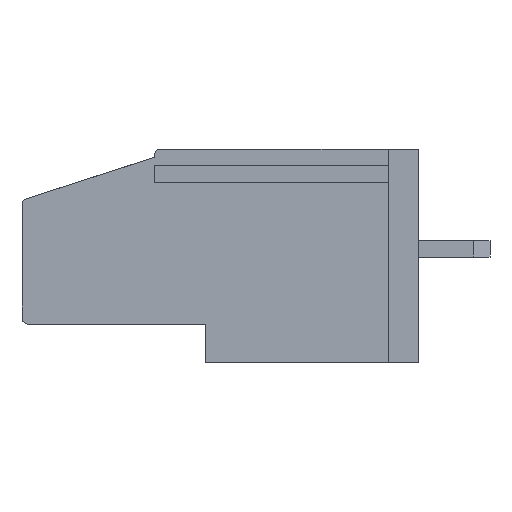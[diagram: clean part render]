
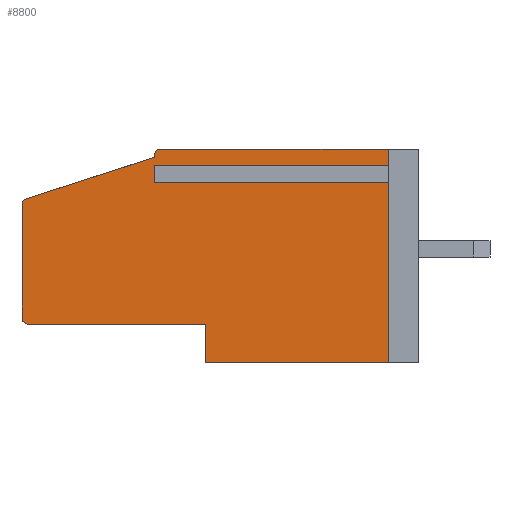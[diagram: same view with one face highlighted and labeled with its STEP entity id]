
A CAD part, left-side view. The second image highlights one B-rep face of the part: STEP entity #8800.
In plain terms, the highlighted planar face has unit normal (-1, 0, 0).
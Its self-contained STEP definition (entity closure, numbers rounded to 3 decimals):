
#36 = DIRECTION ( 'NONE',  ( 0., -1., 0. ) ) ;
#1335 = CARTESIAN_POINT ( 'NONE',  ( 0., 19.2, 1.9 ) ) ;
#1409 = ORIENTED_EDGE ( 'NONE', *, *, #19482, .T. ) ;
#1553 = VERTEX_POINT ( 'NONE', #28255 ) ;
#1630 = CARTESIAN_POINT ( 'NONE',  ( 0., 13., 10.1 ) ) ;
#1653 = EDGE_CURVE ( 'NONE', #18162, #19751, #22542, .T. ) ;
#1961 = CARTESIAN_POINT ( 'NONE',  ( 0., 19.292, 8.067 ) ) ;
#2490 = CIRCLE ( 'NONE', #14035, 0.3 ) ;
#2786 = VERTEX_POINT ( 'NONE', #26279 ) ;
#3443 = DIRECTION ( 'NONE',  ( 0., -1., 0. ) ) ;
#3664 = ORIENTED_EDGE ( 'NONE', *, *, #28074, .F. ) ;
#4304 = CARTESIAN_POINT ( 'NONE',  ( 0., 12.7, 10.2 ) ) ;
#4792 = DIRECTION ( 'NONE',  ( 0., 0., 1. ) ) ;
#5230 = DIRECTION ( 'NONE',  ( 0., 0., -1. ) ) ;
#5265 = VERTEX_POINT ( 'NONE', #1961 ) ;
#5470 = ORIENTED_EDGE ( 'NONE', *, *, #19425, .T. ) ;
#5644 = EDGE_CURVE ( 'NONE', #24450, #17354, #13854, .T. ) ;
#6158 = CARTESIAN_POINT ( 'NONE',  ( 0., 10.5, 1.9 ) ) ;
#6165 = VECTOR ( 'NONE', #19313, 1000. ) ;
#6846 = DIRECTION ( 'NONE',  ( 0., 0., -1. ) ) ;
#8244 = AXIS2_PLACEMENT_3D ( 'NONE', #4304, #18293, #6846 ) ;
#8275 = VECTOR ( 'NONE', #4792, 1000. ) ;
#8715 = DIRECTION ( 'NONE',  ( 0., 0., -1. ) ) ;
#8800 = ADVANCED_FACE ( 'NONE', ( #19348 ), #16602, .F. ) ;
#8859 = ORIENTED_EDGE ( 'NONE', *, *, #29436, .F. ) ;
#9290 = DIRECTION ( 'NONE',  ( 0., 0., 1. ) ) ;
#9705 = VECTOR ( 'NONE', #9290, 1000. ) ;
#9967 = CARTESIAN_POINT ( 'NONE',  ( 0., 12.7, 10.5 ) ) ;
#10107 = DIRECTION ( 'NONE',  ( 0., 1., 0. ) ) ;
#10262 = DIRECTION ( 'NONE',  ( -1., 0., 0. ) ) ;
#10368 = DIRECTION ( 'NONE',  ( 0., -0.952, 0.307 ) ) ;
#10413 = LINE ( 'NONE', #25737, #20432 ) ;
#10508 = VECTOR ( 'NONE', #10368, 1000. ) ;
#11108 = CARTESIAN_POINT ( 'NONE',  ( 0., 1.5, 10.5 ) ) ;
#11278 = VECTOR ( 'NONE', #3443, 1000. ) ;
#11415 = ORIENTED_EDGE ( 'NONE', *, *, #1653, .T. ) ;
#11454 = CARTESIAN_POINT ( 'NONE',  ( 0., 13., 9.098 ) ) ;
#11831 = CARTESIAN_POINT ( 'NONE',  ( 0., 10.5, 1.9 ) ) ;
#12374 = VERTEX_POINT ( 'NONE', #27444 ) ;
#12601 = LINE ( 'NONE', #12756, #11278 ) ;
#12622 = ORIENTED_EDGE ( 'NONE', *, *, #22841, .F. ) ;
#12744 = EDGE_LOOP ( 'NONE', ( #12622, #24707, #22839, #16920, #11415, #16937, #3664, #16145, #5470, #19896, #8859, #26451, #18718, #29473, #1409 ) ) ;
#12756 = CARTESIAN_POINT ( 'NONE',  ( 0., 13., 9.502 ) ) ;
#13110 = CARTESIAN_POINT ( 'NONE',  ( 0., 1.5, 0. ) ) ;
#13166 = VERTEX_POINT ( 'NONE', #18409 ) ;
#13214 = CARTESIAN_POINT ( 'NONE',  ( 0., 19.5, 10.5 ) ) ;
#13362 = LINE ( 'NONE', #11108, #24215 ) ;
#13371 = LINE ( 'NONE', #27067, #8275 ) ;
#13804 = EDGE_CURVE ( 'NONE', #18275, #17354, #26973, .T. ) ;
#13854 = LINE ( 'NONE', #22600, #24046 ) ;
#14008 = LINE ( 'NONE', #11454, #23577 ) ;
#14022 = EDGE_CURVE ( 'NONE', #12374, #24714, #2490, .T. ) ;
#14035 = AXIS2_PLACEMENT_3D ( 'NONE', #19461, #10262, #15371 ) ;
#14324 = CARTESIAN_POINT ( 'NONE',  ( 0., 19.5, 1.9 ) ) ;
#14611 = CARTESIAN_POINT ( 'NONE',  ( 0., 1.5, 10.5 ) ) ;
#14646 = EDGE_CURVE ( 'NONE', #22543, #1553, #13362, .T. ) ;
#14723 = CARTESIAN_POINT ( 'NONE',  ( 0., 13., 10.2 ) ) ;
#14975 = CARTESIAN_POINT ( 'NONE',  ( 0., 19.5, 10.5 ) ) ;
#15371 = DIRECTION ( 'NONE',  ( 0., 0., -1. ) ) ;
#15451 = DIRECTION ( 'NONE',  ( 0., -1., 0. ) ) ;
#15586 = DIRECTION ( 'NONE',  ( -1., 0., 0. ) ) ;
#16145 = ORIENTED_EDGE ( 'NONE', *, *, #28549, .F. ) ;
#16602 = PLANE ( 'NONE',  #20997 ) ;
#16920 = ORIENTED_EDGE ( 'NONE', *, *, #23152, .F. ) ;
#16937 = ORIENTED_EDGE ( 'NONE', *, *, #17217, .F. ) ;
#17006 = LINE ( 'NONE', #14324, #26636 ) ;
#17166 = LINE ( 'NONE', #24236, #6165 ) ;
#17217 = EDGE_CURVE ( 'NONE', #13166, #19751, #17166, .T. ) ;
#17319 = EDGE_CURVE ( 'NONE', #5265, #24450, #17426, .T. ) ;
#17354 = VERTEX_POINT ( 'NONE', #14723 ) ;
#17426 = LINE ( 'NONE', #26294, #10508 ) ;
#17726 = DIRECTION ( 'NONE',  ( 0., 0., -1. ) ) ;
#18029 = CARTESIAN_POINT ( 'NONE',  ( 0., 19.2, 7.782 ) ) ;
#18162 = VERTEX_POINT ( 'NONE', #26691 ) ;
#18275 = VERTEX_POINT ( 'NONE', #9967 ) ;
#18293 = DIRECTION ( 'NONE',  ( -1., 0., 0. ) ) ;
#18409 = CARTESIAN_POINT ( 'NONE',  ( 0., 1.5, 9.098 ) ) ;
#18718 = ORIENTED_EDGE ( 'NONE', *, *, #5644, .F. ) ;
#19313 = DIRECTION ( 'NONE',  ( 0., 0., -1. ) ) ;
#19348 = FACE_OUTER_BOUND ( 'NONE', #12744, .T. ) ;
#19410 = CARTESIAN_POINT ( 'NONE',  ( 0., 13., 9.502 ) ) ;
#19425 = EDGE_CURVE ( 'NONE', #28151, #1553, #12601, .T. ) ;
#19461 = CARTESIAN_POINT ( 'NONE',  ( 0., 19.2, 2.2 ) ) ;
#19482 = EDGE_CURVE ( 'NONE', #5265, #2786, #24223, .T. ) ;
#19751 = VERTEX_POINT ( 'NONE', #13110 ) ;
#19896 = ORIENTED_EDGE ( 'NONE', *, *, #14646, .F. ) ;
#20000 = LINE ( 'NONE', #13214, #20579 ) ;
#20297 = CARTESIAN_POINT ( 'NONE',  ( 0., 19.5, 0. ) ) ;
#20356 = DIRECTION ( 'NONE',  ( 0., 0., 1. ) ) ;
#20432 = VECTOR ( 'NONE', #23494, 1000. ) ;
#20579 = VECTOR ( 'NONE', #15451, 1000. ) ;
#20997 = AXIS2_PLACEMENT_3D ( 'NONE', #14975, #23829, #5230 ) ;
#22542 = LINE ( 'NONE', #20297, #26304 ) ;
#22543 = VERTEX_POINT ( 'NONE', #14611 ) ;
#22600 = CARTESIAN_POINT ( 'NONE',  ( 0., 13., 10.1 ) ) ;
#22839 = ORIENTED_EDGE ( 'NONE', *, *, #28585, .F. ) ;
#22841 = EDGE_CURVE ( 'NONE', #12374, #2786, #13371, .T. ) ;
#22927 = VERTEX_POINT ( 'NONE', #23869 ) ;
#23118 = LINE ( 'NONE', #11831, #9705 ) ;
#23152 = EDGE_CURVE ( 'NONE', #18162, #23309, #23118, .T. ) ;
#23309 = VERTEX_POINT ( 'NONE', #6158 ) ;
#23494 = DIRECTION ( 'NONE',  ( 0., 0., -1. ) ) ;
#23577 = VECTOR ( 'NONE', #36, 1000. ) ;
#23829 = DIRECTION ( 'NONE',  ( 1., 0., 0. ) ) ;
#23869 = CARTESIAN_POINT ( 'NONE',  ( 0., 13., 9.098 ) ) ;
#24046 = VECTOR ( 'NONE', #20356, 1000. ) ;
#24215 = VECTOR ( 'NONE', #8715, 1000. ) ;
#24223 = CIRCLE ( 'NONE', #28092, 0.3 ) ;
#24236 = CARTESIAN_POINT ( 'NONE',  ( 0., 1.5, 10.5 ) ) ;
#24450 = VERTEX_POINT ( 'NONE', #1630 ) ;
#24707 = ORIENTED_EDGE ( 'NONE', *, *, #14022, .T. ) ;
#24714 = VERTEX_POINT ( 'NONE', #1335 ) ;
#25737 = CARTESIAN_POINT ( 'NONE',  ( 0., 13., 9.502 ) ) ;
#26279 = CARTESIAN_POINT ( 'NONE',  ( 0., 19.5, 7.782 ) ) ;
#26294 = CARTESIAN_POINT ( 'NONE',  ( 0., 19.5, 8. ) ) ;
#26304 = VECTOR ( 'NONE', #29478, 1000. ) ;
#26451 = ORIENTED_EDGE ( 'NONE', *, *, #13804, .T. ) ;
#26636 = VECTOR ( 'NONE', #10107, 1000. ) ;
#26691 = CARTESIAN_POINT ( 'NONE',  ( 0., 10.5, 0. ) ) ;
#26973 = CIRCLE ( 'NONE', #8244, 0.3 ) ;
#27067 = CARTESIAN_POINT ( 'NONE',  ( 0., 19.5, 10.5 ) ) ;
#27444 = CARTESIAN_POINT ( 'NONE',  ( 0., 19.5, 2.2 ) ) ;
#28074 = EDGE_CURVE ( 'NONE', #22927, #13166, #14008, .T. ) ;
#28092 = AXIS2_PLACEMENT_3D ( 'NONE', #18029, #15586, #17726 ) ;
#28151 = VERTEX_POINT ( 'NONE', #19410 ) ;
#28255 = CARTESIAN_POINT ( 'NONE',  ( 0., 1.5, 9.502 ) ) ;
#28549 = EDGE_CURVE ( 'NONE', #28151, #22927, #10413, .T. ) ;
#28585 = EDGE_CURVE ( 'NONE', #23309, #24714, #17006, .T. ) ;
#29436 = EDGE_CURVE ( 'NONE', #18275, #22543, #20000, .T. ) ;
#29473 = ORIENTED_EDGE ( 'NONE', *, *, #17319, .F. ) ;
#29478 = DIRECTION ( 'NONE',  ( 0., -1., 0. ) ) ;
